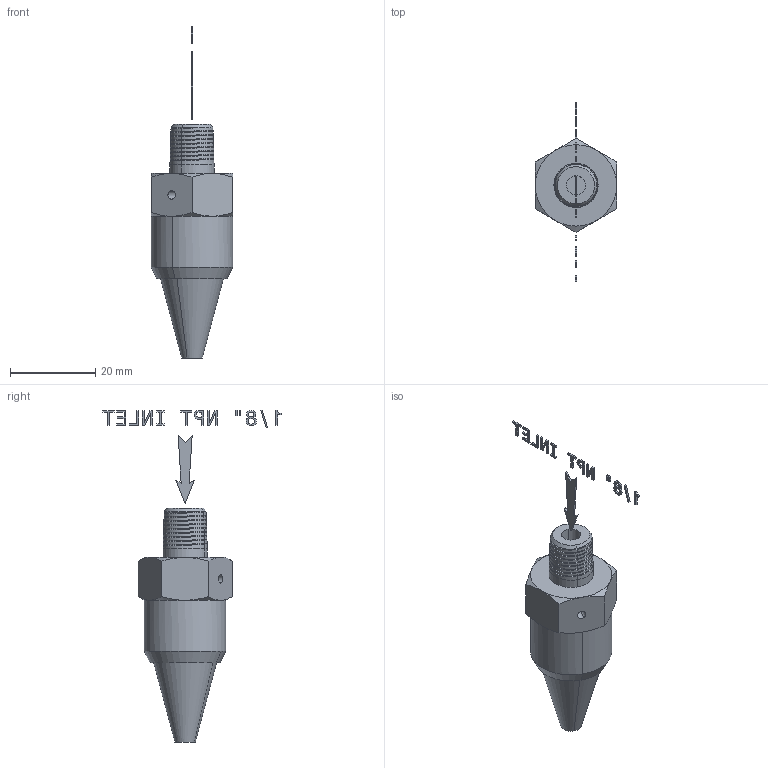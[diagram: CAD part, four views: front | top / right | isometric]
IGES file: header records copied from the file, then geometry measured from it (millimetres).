
Start section: START RECORD GO HERE.
Global section: file name: NOZ47009.igs; native system: DASSAULT SYSTEMES CATIA V5 R20 - www.3ds.com; preprocessor: CATIA Version 5 Release 20 ; author: DESIGNENG; organization: KJNDESIGN; date: 20150312.172140; units: millimetre
Bounding box: 19.05 x 41.67 x 77.7 mm (x, y, z)
Volume: 9147.5 mm3; surface area: 3627.4 mm2
Topology: 16 solids, 16 shells, 529 faces, 1390 edges, 918 vertices
Faces by surface type: plane 333, extrusion 105, revolution 55, bspline 36
